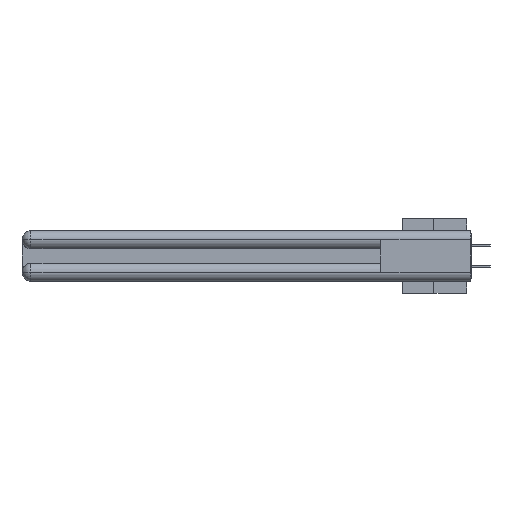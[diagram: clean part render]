
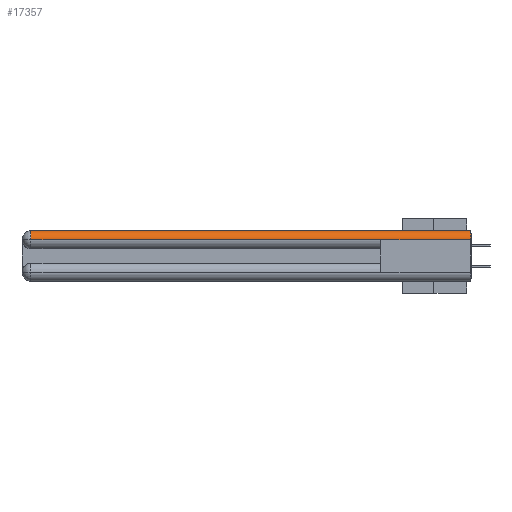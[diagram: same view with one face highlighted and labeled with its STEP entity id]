
A CAD part, left-side view. The second image highlights one B-rep face of the part: STEP entity #17357.
In plain terms, the highlighted cylindrical face has radius 1.562 mm (diameter 3.124 mm), a partial arc.
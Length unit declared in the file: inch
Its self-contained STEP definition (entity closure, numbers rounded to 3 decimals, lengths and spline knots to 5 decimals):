
#1372 = VERTEX_POINT ( 'NONE', #45731 ) ;
#2051 = ORIENTED_EDGE ( 'NONE', *, *, #21923, .F. ) ;
#2242 = ORIENTED_EDGE ( 'NONE', *, *, #31349, .T. ) ;
#2894 = CARTESIAN_POINT ( 'NONE',  ( 0., 3., -0.0615 ) ) ;
#3280 = VECTOR ( 'NONE', #45029, 39.37008 ) ;
#5306 = CIRCLE ( 'NONE', #41754, 0.0615 ) ;
#6072 = CARTESIAN_POINT ( 'NONE',  ( 0.0615, 0., 0. ) ) ;
#6670 = VECTOR ( 'NONE', #41407, 39.37008 ) ;
#8393 = CARTESIAN_POINT ( 'NONE',  ( 0.0615, 2.94, -0.0615 ) ) ;
#9841 = VERTEX_POINT ( 'NONE', #45674 ) ;
#11801 = VERTEX_POINT ( 'NONE', #30982 ) ;
#12694 = EDGE_LOOP ( 'NONE', ( #2051, #2242, #41920, #34523, #41186 ) ) ;
#13396 = VERTEX_POINT ( 'NONE', #28879 ) ;
#14424 = CARTESIAN_POINT ( 'NONE',  ( 0., 3., -0.0615 ) ) ;
#14442 = AXIS2_PLACEMENT_3D ( 'NONE', #8393, #33174, #40465 ) ;
#16156 = LINE ( 'NONE', #6072, #6670 ) ;
#17226 = DIRECTION ( 'NONE',  ( 0., 0., 1. ) ) ;
#17357 = ADVANCED_FACE ( 'NONE', ( #36032 ), #41583, .T. ) ;
#18202 = DIRECTION ( 'NONE',  ( 0., -1., 0. ) ) ;
#19084 = EDGE_CURVE ( 'NONE', #11801, #13396, #5306, .T. ) ;
#21635 = DIRECTION ( 'NONE',  ( 0., -1., 0. ) ) ;
#21923 = EDGE_CURVE ( 'NONE', #22130, #11801, #16156, .T. ) ;
#22002 = CIRCLE ( 'NONE', #14442, 0.0615 ) ;
#22120 = CARTESIAN_POINT ( 'NONE',  ( 0.0615, 0., -0.0615 ) ) ;
#22130 = VERTEX_POINT ( 'NONE', #45707 ) ;
#24896 = DIRECTION ( 'NONE',  ( 0., 1., 0. ) ) ;
#26794 = EDGE_CURVE ( 'NONE', #1372, #9841, #29162, .T. ) ;
#26880 = AXIS2_PLACEMENT_3D ( 'NONE', #38434, #24896, #17226 ) ;
#28879 = CARTESIAN_POINT ( 'NONE',  ( 0., 0., -0.0615 ) ) ;
#29162 = LINE ( 'NONE', #14424, #36384 ) ;
#30982 = CARTESIAN_POINT ( 'NONE',  ( 0.0615, 0., 0. ) ) ;
#31349 = EDGE_CURVE ( 'NONE', #22130, #1372, #22002, .T. ) ;
#33174 = DIRECTION ( 'NONE',  ( 0., -1., 0. ) ) ;
#34523 = ORIENTED_EDGE ( 'NONE', *, *, #39745, .F. ) ;
#36032 = FACE_OUTER_BOUND ( 'NONE', #12694, .T. ) ;
#36384 = VECTOR ( 'NONE', #21635, 39.37008 ) ;
#38434 = CARTESIAN_POINT ( 'NONE',  ( 0.0615, 0., -0.0615 ) ) ;
#39357 = DIRECTION ( 'NONE',  ( 1., 0., 0. ) ) ;
#39745 = EDGE_CURVE ( 'NONE', #13396, #9841, #44979, .T. ) ;
#40465 = DIRECTION ( 'NONE',  ( 0., 0., 1. ) ) ;
#41186 = ORIENTED_EDGE ( 'NONE', *, *, #19084, .F. ) ;
#41407 = DIRECTION ( 'NONE',  ( 0., -1., 0. ) ) ;
#41583 = CYLINDRICAL_SURFACE ( 'NONE', #26880, 0.0615 ) ;
#41754 = AXIS2_PLACEMENT_3D ( 'NONE', #22120, #18202, #39357 ) ;
#41920 = ORIENTED_EDGE ( 'NONE', *, *, #26794, .T. ) ;
#44979 = LINE ( 'NONE', #2894, #3280 ) ;
#45029 = DIRECTION ( 'NONE',  ( 0., 1., 0. ) ) ;
#45674 = CARTESIAN_POINT ( 'NONE',  ( 0., 0.6, -0.0615 ) ) ;
#45707 = CARTESIAN_POINT ( 'NONE',  ( 0.0615, 2.94, 0. ) ) ;
#45731 = CARTESIAN_POINT ( 'NONE',  ( 0., 2.94, -0.0615 ) ) ;
